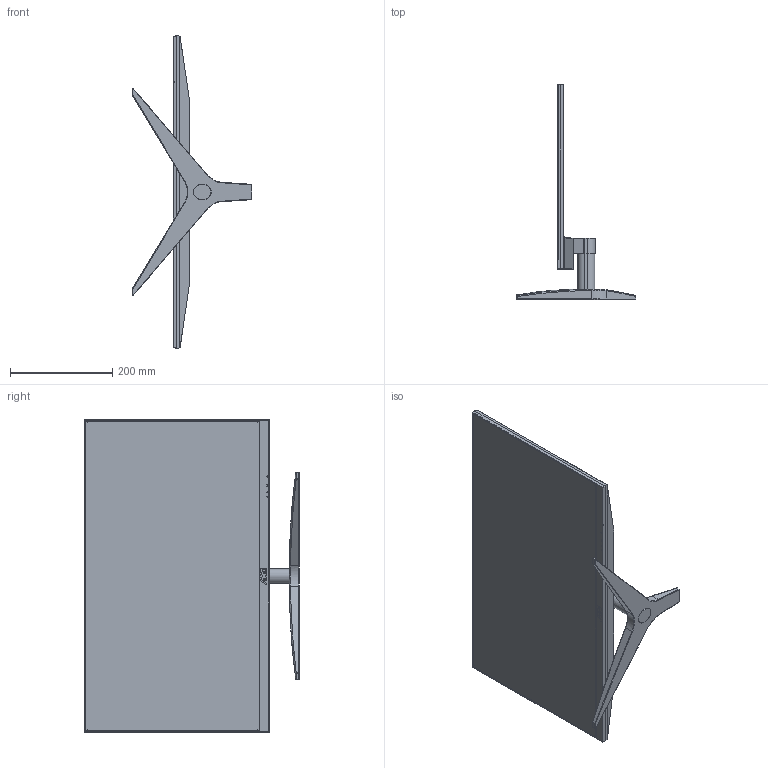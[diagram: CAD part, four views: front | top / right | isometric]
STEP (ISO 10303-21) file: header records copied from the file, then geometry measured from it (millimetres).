
FILE_DESCRIPTION(/* description */ (''),/* implementation_level */ '2;1');
FILE_NAME(/* name */ 'AOC_2781H.stp',/* time_stamp */ '2020-06-08T14:32:30+02:00',/* author */ ('Utente'),/* organization */ (''),/* preprocessor_version */ 'ST-DEVELOPER v18.1',/* originating_system */ 'Autodesk Inventor 2021',/* authorisation */ '');
FILE_SCHEMA (('AUTOMOTIVE_DESIGN { 1 0 10303 214 3 1 1 }'));
Length unit declared in the file: millimetre
Products named in the file (1): AOC_2781H
Bounding box: 234 x 420.57 x 611.14 mm (x, y, z)
Volume: 3760072.1 mm3; surface area: 557138.1 mm2
Topology: 4 solids, 4 shells, 455 faces, 1105 edges, 690 vertices
Faces by surface type: plane 215, cylinder 162, bspline 39, torus 27, sphere 11, cone 1
Entity records: 14741 total; most frequent: CARTESIAN_POINT 3556, DIRECTION 2289, ORIENTED_EDGE 2194, EDGE_CURVE 1097, AXIS2_PLACEMENT_3D 821, VERTEX_POINT 690, LINE 647, VECTOR 647
